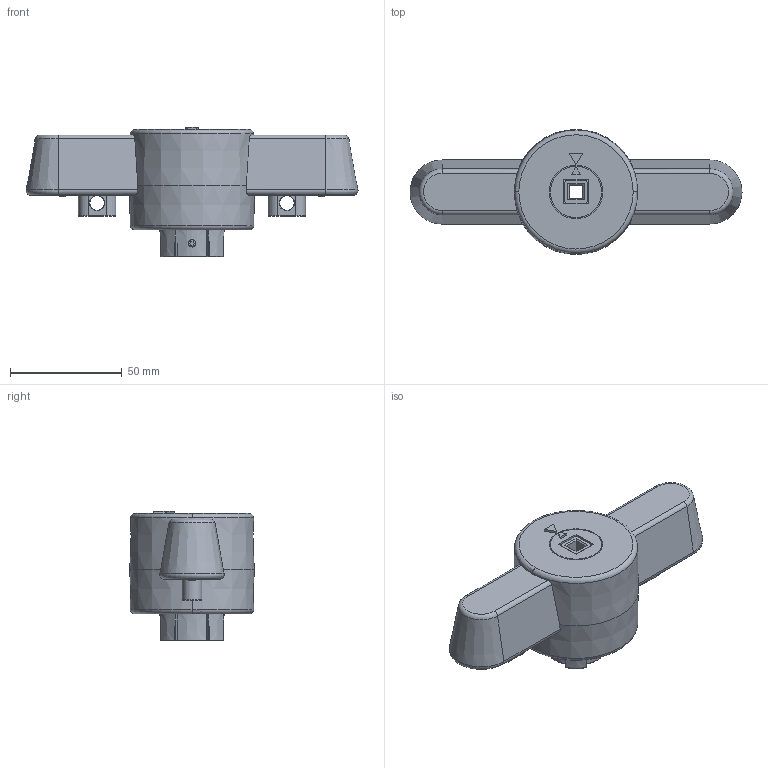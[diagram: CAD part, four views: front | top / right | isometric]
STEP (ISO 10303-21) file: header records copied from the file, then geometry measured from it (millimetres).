
FILE_DESCRIPTION((''),'2;1');
FILE_NAME('1SDA085244R6_SIMP','2024-01-15T12:06:17',('FIALSAR'),(''),'CREO PARAMETRIC BY PTC INC, 2022364','CREO PARAMETRIC BY PTC INC, 2022364','');
FILE_SCHEMA(('AUTOMOTIVE_DESIGN { 1 0 10303 214 1 1 1 1 }'));
Length unit declared in the file: millimetre
Products named in the file (1): 1SDA085244R6_SIMP
Bounding box: 148.73 x 56 x 58 mm (x, y, z)
Volume: 173510.7 mm3; surface area: 26036.9 mm2
Topology: 1 solids, 1 shells, 273 faces, 767 edges, 526 vertices
Faces by surface type: plane 129, cylinder 72, torus 30, cone 30, sphere 12
Entity records: 12566 total; most frequent: CARTESIAN_POINT 2506, DIRECTION 1569, ORIENTED_EDGE 1480, PRESENTATION_STYLE_ASSIGNMENT 760, STYLED_ITEM 760, CURVE_STYLE 759, EDGE_CURVE 740, AXIS2_PLACEMENT_3D 610
